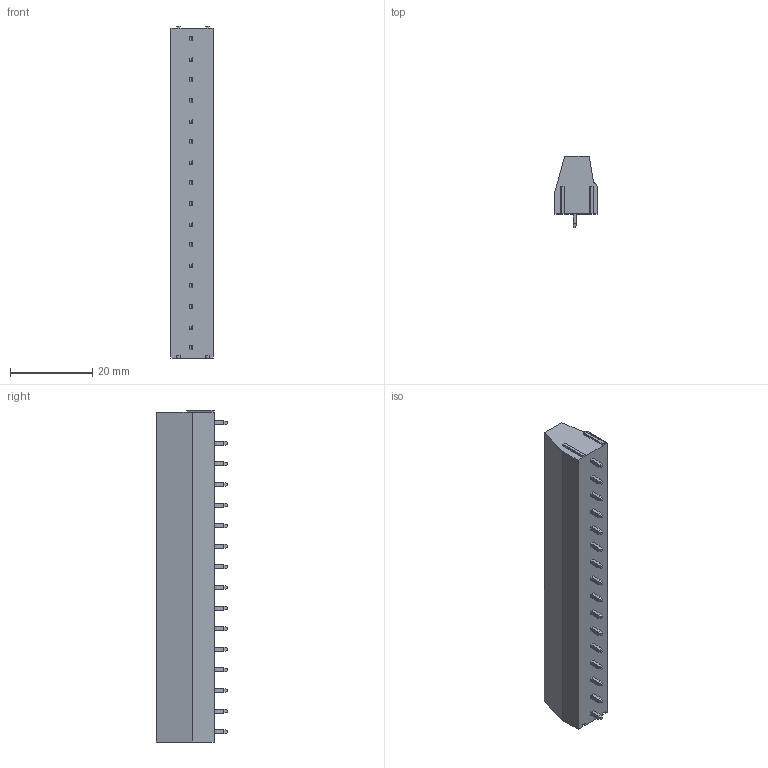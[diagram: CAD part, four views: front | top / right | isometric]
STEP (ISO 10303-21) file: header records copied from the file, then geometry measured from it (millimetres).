
FILE_DESCRIPTION((''),'2;1');
FILE_NAME('PRT0006','2024-10-19T',('sj'),(''),'PRO/ENGINEER BY PARAMETRIC TECHNOLOGY CORPORATION, 2013240','PRO/ENGINEER BY PARAMETRIC TECHNOLOGY CORPORATION, 2013240','');
FILE_SCHEMA(('AUTOMOTIVE_DESIGN_CC2 { 1 2 10303 214 -1 1 5 2 }'));
Length unit declared in the file: millimetre
Products named in the file (1): PRT0006
Bounding box: 10.2 x 17.3 x 80.59 mm (x, y, z)
Volume: 9388.9 mm3; surface area: 4673.1 mm2
Topology: 1 solids, 1 shells, 438 faces, 1036 edges, 648 vertices
Faces by surface type: plane 393, cylinder 45
Entity records: 12330 total; most frequent: CARTESIAN_POINT 2122, ORIENTED_EDGE 2072, DIRECTION 2066, EDGE_CURVE 1036, VECTOR 882, LINE 882, VERTEX_POINT 648, AXIS2_PLACEMENT_3D 592
